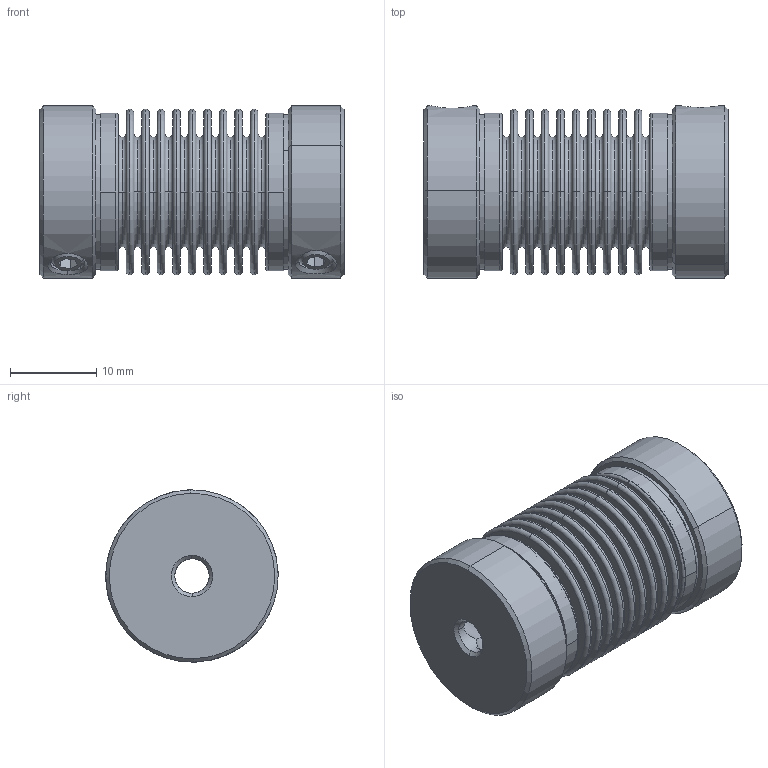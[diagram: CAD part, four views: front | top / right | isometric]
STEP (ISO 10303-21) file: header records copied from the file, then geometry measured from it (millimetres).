
FILE_DESCRIPTION(('STEP AP214'),'1');
FILE_NAME('bkxs20350404.stp','2017-10-09T10:05:47',('TraceParts'),('TraceParts S.A.'),'Spatial InterOp 3D',' ',' ');
FILE_SCHEMA(('automotive_design'));
Length unit declared in the file: millimetre
Products named in the file (1): bkxs20350404
Bounding box: 35.3 x 20 x 20 mm (x, y, z)
Volume: 6335.8 mm3; surface area: 7378.5 mm2
Topology: 1 solids, 1 shells, 274 faces, 650 edges, 398 vertices
Faces by surface type: plane 90, torus 84, cone 52, cylinder 40, bspline 8
Entity records: 8921 total; most frequent: CARTESIAN_POINT 2359, DIRECTION 1564, ORIENTED_EDGE 1268, AXIS2_PLACEMENT_3D 691, EDGE_CURVE 634, VERTEX_POINT 398, CIRCLE 390, EDGE_LOOP 312
